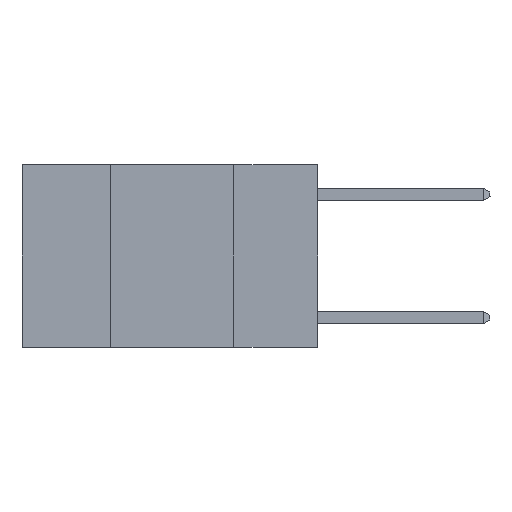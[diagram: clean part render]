
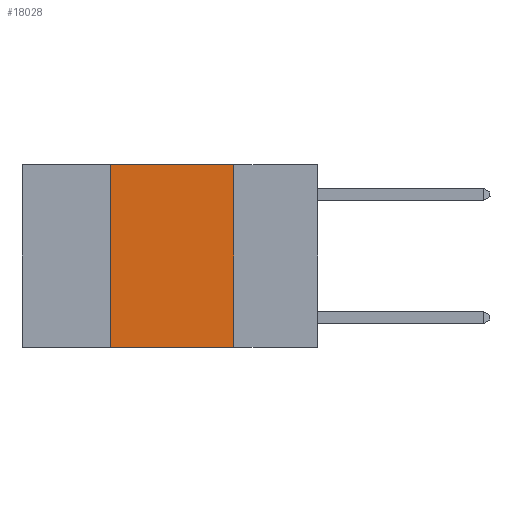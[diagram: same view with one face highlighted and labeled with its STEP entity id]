
A CAD part, left-side view. The second image highlights one B-rep face of the part: STEP entity #18028.
In plain terms, the highlighted planar face has unit normal (-1, 0, 0).
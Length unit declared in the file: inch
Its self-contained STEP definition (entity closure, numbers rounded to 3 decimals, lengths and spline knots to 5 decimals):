
#1725 = DIRECTION ( 'NONE',  ( 0., -1., 0. ) ) ;
#2793 = EDGE_CURVE ( 'NONE', #20833, #13097, #13156, .T. ) ;
#2816 = ORIENTED_EDGE ( 'NONE', *, *, #4226, .F. ) ;
#4226 = EDGE_CURVE ( 'NONE', #12058, #31041, #17638, .T. ) ;
#4329 = ORIENTED_EDGE ( 'NONE', *, *, #10065, .T. ) ;
#5880 = VECTOR ( 'NONE', #27851, 39.37008 ) ;
#6176 = CARTESIAN_POINT ( 'NONE',  ( 0., 0.42, 0. ) ) ;
#6324 = PLANE ( 'NONE',  #12090 ) ;
#8701 = CARTESIAN_POINT ( 'NONE',  ( 0., 0.6, 0. ) ) ;
#9168 = LINE ( 'NONE', #30560, #21212 ) ;
#10065 = EDGE_CURVE ( 'NONE', #12058, #13097, #9168, .T. ) ;
#11138 = DIRECTION ( 'NONE',  ( 0., 0., -1. ) ) ;
#12058 = VERTEX_POINT ( 'NONE', #24271 ) ;
#12090 = AXIS2_PLACEMENT_3D ( 'NONE', #8701, #25547, #11138 ) ;
#12232 = FACE_OUTER_BOUND ( 'NONE', #12355, .T. ) ;
#12355 = EDGE_LOOP ( 'NONE', ( #16797, #16992, #2816, #4329 ) ) ;
#13097 = VERTEX_POINT ( 'NONE', #13602 ) ;
#13156 = LINE ( 'NONE', #24831, #13906 ) ;
#13602 = CARTESIAN_POINT ( 'NONE',  ( 0., 0.17, -0.37 ) ) ;
#13611 = CARTESIAN_POINT ( 'NONE',  ( 0., 0.42, 0. ) ) ;
#13906 = VECTOR ( 'NONE', #27257, 39.37008 ) ;
#13981 = CARTESIAN_POINT ( 'NONE',  ( 0., 0.17, 0. ) ) ;
#16797 = ORIENTED_EDGE ( 'NONE', *, *, #2793, .F. ) ;
#16992 = ORIENTED_EDGE ( 'NONE', *, *, #28291, .F. ) ;
#17638 = LINE ( 'NONE', #6176, #30431 ) ;
#18028 = ADVANCED_FACE ( 'NONE', ( #12232 ), #6324, .F. ) ;
#20833 = VERTEX_POINT ( 'NONE', #13981 ) ;
#21212 = VECTOR ( 'NONE', #1725, 39.37008 ) ;
#22955 = DIRECTION ( 'NONE',  ( 0., 0., 1. ) ) ;
#24271 = CARTESIAN_POINT ( 'NONE',  ( 0., 0.42, -0.37 ) ) ;
#24831 = CARTESIAN_POINT ( 'NONE',  ( 0., 0.17, 0. ) ) ;
#25059 = LINE ( 'NONE', #27949, #5880 ) ;
#25547 = DIRECTION ( 'NONE',  ( 1., 0., 0. ) ) ;
#27257 = DIRECTION ( 'NONE',  ( 0., 0., -1. ) ) ;
#27851 = DIRECTION ( 'NONE',  ( 0., -1., 0. ) ) ;
#27949 = CARTESIAN_POINT ( 'NONE',  ( 0., 0.6, 0. ) ) ;
#28291 = EDGE_CURVE ( 'NONE', #31041, #20833, #25059, .T. ) ;
#30431 = VECTOR ( 'NONE', #22955, 39.37008 ) ;
#30560 = CARTESIAN_POINT ( 'NONE',  ( 0., 0.6, -0.37 ) ) ;
#31041 = VERTEX_POINT ( 'NONE', #13611 ) ;
